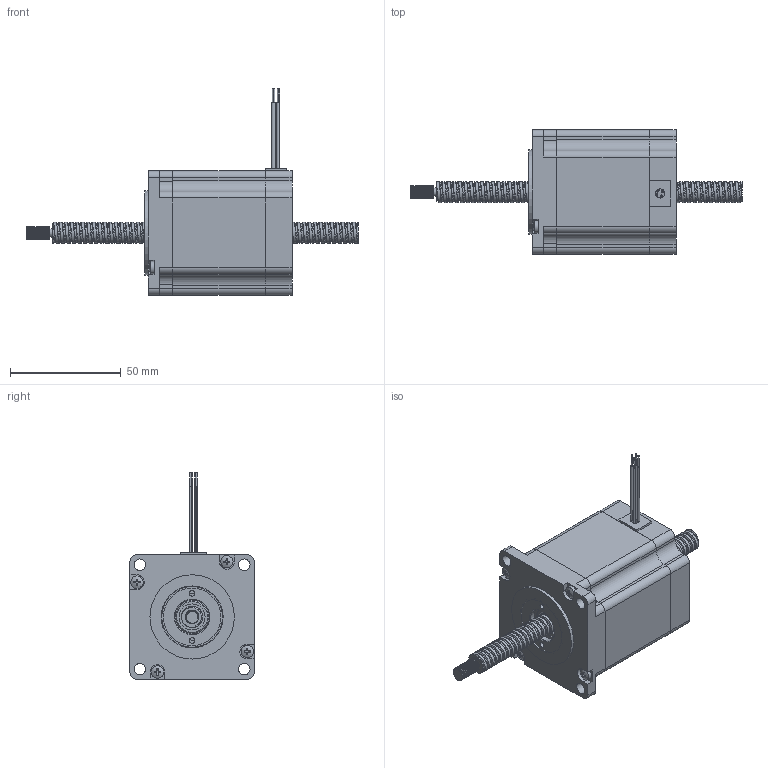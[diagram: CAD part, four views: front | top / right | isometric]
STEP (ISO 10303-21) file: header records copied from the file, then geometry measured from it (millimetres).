
FILE_DESCRIPTION(/* description */ (''),/* implementation_level */ '2;1');
FILE_NAME(/* name */ '23N22-150.stp',/* time_stamp */ '2020-08-27T08:56:19+08:00',/* author */ ('gj5217'),/* organization */ (''),/* preprocessor_version */ 'ST-DEVELOPER v16.1',/* originating_system */ 'Autodesk Inventor 2016',/* authorisation */ '');
FILE_SCHEMA (('AUTOMOTIVE_DESIGN { 1 0 10303 214 3 1 1 }'));
Products named in the file (23): 04-018（23N2066铜轴）; 04-052注塑体; 04-052（23N2066注塑铜轴）; 03-021(23H2066转子叠片); 07-005（57双叠厚磁钢）; 10-010(隔磁片); 03-039-13（23N2066转子总成，Z
导程）; 09-009-1(红); 09-009-2(红白); 09-009-3(绿); 09-009-4(绿白); 02-027(23H2066定子磨削); 12-008(4线护线套); 02-028-2（23H2066定子总成2.5
A）; 01-011(前盖); 01-012(后盖); 07-011(6902ZZ); 06-009(预紧螺母); 10-004(调整垫); 11-030（M3x61）; 零件1; 57双厚标签; 23N22-150
Assembly tree (30 placements, depth 4):
  23N22-150
    03-039-13（23N2066转子总成，Z
导程）
      04-052（23N2066注塑铜轴）
        04-018（23N2066铜轴）
        04-052注塑体
      03-021(23H2066转子叠片)  x4
      07-005（57双叠厚磁钢）  x2
      10-010(隔磁片)
    02-028-2（23H2066定子总成2.5
A）
      09-009-1(红)
      09-009-2(红白)
      09-009-3(绿)
      09-009-4(绿白)
      02-027(23H2066定子磨削)
      12-008(4线护线套)
    01-011(前盖)
    01-012(后盖)
    07-011(6902ZZ)  x2
    06-009(预紧螺母)
    10-004(调整垫)
    11-030（M3x61）  x4
    零件1
    57双厚标签
Bounding box: 150 x 56.3 x 93.17 mm (x, y, z)
Volume: 132648.1 mm3; surface area: 99961.9 mm2
Topology: 27 solids, 29 shells, 2131 faces, 6117 edges, 4079 vertices
Faces by surface type: cylinder 1334, plane 779, cone 8, bspline 6, sphere 4
Full cylindrical faces by diameter (mm): 0.6 x4, 1 x2, 1.5 x40, 2.5 x2, 3 x6, 3.1 x4, 3.3 x12, 3.723 x1, 4.166 x1, 5 x6, 5.2 x4, 5.6 x4, 5.8 x1, 7 x1, 11.7 x4, 13 x2, 15 x4, 15.5 x1, 16 x1, 16.5 x5, 16.8 x1, 17 x2, 18.5 x1, 21 x1, 22 x1, 26 x1, 28 x6, 32 x2, 32.5 x1, 34.82 x2
Entity records: 50969 total; most frequent: CARTESIAN_POINT 20469, DIRECTION 6699, ORIENTED_EDGE 6084, EDGE_CURVE 3042, AXIS2_PLACEMENT_3D 2530, VERTEX_POINT 2086, LINE 1639, VECTOR 1639
